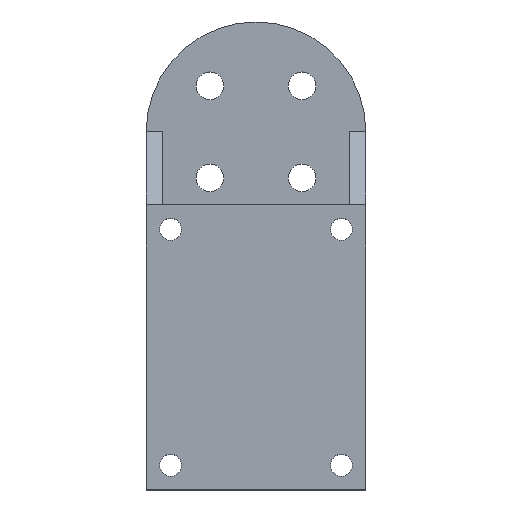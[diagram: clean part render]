
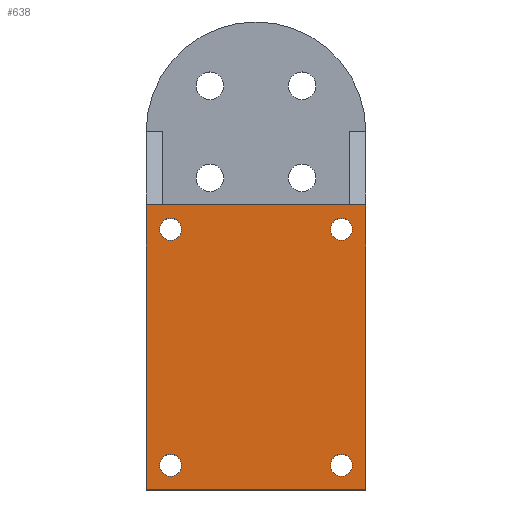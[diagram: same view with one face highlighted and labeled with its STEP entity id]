
A CAD part, top view. The second image highlights one B-rep face of the part: STEP entity #638.
In plain terms, the highlighted planar face has unit normal (0, 0, 1).
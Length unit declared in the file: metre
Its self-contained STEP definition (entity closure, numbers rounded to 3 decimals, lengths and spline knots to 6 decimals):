
#53=CIRCLE('',#724,0.00135);
#54=CIRCLE('',#725,0.00135);
#55=CIRCLE('',#726,0.00135);
#56=CIRCLE('',#727,0.00135);
#185=ORIENTED_EDGE('',*,*,#272,.T.);
#186=ORIENTED_EDGE('',*,*,#284,.F.);
#187=ORIENTED_EDGE('',*,*,#278,.T.);
#188=ORIENTED_EDGE('',*,*,#282,.T.);
#189=ORIENTED_EDGE('',*,*,#285,.F.);
#190=ORIENTED_EDGE('',*,*,#286,.F.);
#191=ORIENTED_EDGE('',*,*,#287,.F.);
#192=ORIENTED_EDGE('',*,*,#288,.F.);
#272=EDGE_CURVE('',#337,#336,#385,.T.);
#278=EDGE_CURVE('',#343,#342,#390,.T.);
#282=EDGE_CURVE('',#342,#337,#394,.T.);
#284=EDGE_CURVE('',#343,#336,#396,.T.);
#285=EDGE_CURVE('',#345,#345,#53,.T.);
#286=EDGE_CURVE('',#346,#346,#54,.T.);
#287=EDGE_CURVE('',#347,#347,#55,.T.);
#288=EDGE_CURVE('',#348,#348,#56,.T.);
#336=VERTEX_POINT('',#1048);
#337=VERTEX_POINT('',#1050);
#342=VERTEX_POINT('',#1061);
#343=VERTEX_POINT('',#1063);
#345=VERTEX_POINT('',#1075);
#346=VERTEX_POINT('',#1077);
#347=VERTEX_POINT('',#1079);
#348=VERTEX_POINT('',#1081);
#385=LINE('',#1049,#431);
#390=LINE('',#1062,#436);
#394=LINE('',#1069,#440);
#396=LINE('',#1072,#442);
#431=VECTOR('',#871,1.);
#436=VECTOR('',#880,1.);
#440=VECTOR('',#886,1.);
#442=VECTOR('',#890,1.);
#497=EDGE_LOOP('',(#185,#186,#187,#188));
#498=EDGE_LOOP('',(#189));
#499=EDGE_LOOP('',(#190));
#500=EDGE_LOOP('',(#191));
#501=EDGE_LOOP('',(#192));
#569=FACE_BOUND('',#497,.T.);
#570=FACE_BOUND('',#498,.T.);
#571=FACE_BOUND('',#499,.T.);
#572=FACE_BOUND('',#500,.T.);
#573=FACE_BOUND('',#501,.T.);
#607=PLANE('',#723);
#638=ADVANCED_FACE('',(#569,#570,#571,#572,#573),#607,.T.);
#723=AXIS2_PLACEMENT_3D('',#1073,#891,#892);
#724=AXIS2_PLACEMENT_3D('',#1074,#893,#894);
#725=AXIS2_PLACEMENT_3D('',#1076,#895,#896);
#726=AXIS2_PLACEMENT_3D('',#1078,#897,#898);
#727=AXIS2_PLACEMENT_3D('',#1080,#899,#900);
#871=DIRECTION('',(1.,0.,0.));
#880=DIRECTION('',(-1.,0.,0.));
#886=DIRECTION('',(0.,-1.,0.));
#890=DIRECTION('',(0.,-1.,0.));
#891=DIRECTION('',(0.,0.,1.));
#892=DIRECTION('',(1.,0.,0.));
#893=DIRECTION('',(0.,0.,1.));
#894=DIRECTION('',(1.,0.,0.));
#895=DIRECTION('',(0.,0.,1.));
#896=DIRECTION('',(1.,0.,0.));
#897=DIRECTION('',(0.,0.,1.));
#898=DIRECTION('',(1.,0.,0.));
#899=DIRECTION('',(0.,0.,1.));
#900=DIRECTION('',(1.,0.,0.));
#1048=CARTESIAN_POINT('',(0.0135,-0.044,0.02));
#1049=CARTESIAN_POINT('',(0.,-0.044,0.02));
#1050=CARTESIAN_POINT('',(-0.0135,-0.044,0.02));
#1061=CARTESIAN_POINT('',(-0.0135,-0.009,0.02));
#1062=CARTESIAN_POINT('',(0.,-0.009,0.02));
#1063=CARTESIAN_POINT('',(0.0135,-0.009,0.02));
#1069=CARTESIAN_POINT('',(-0.0135,-0.0265,0.02));
#1072=CARTESIAN_POINT('',(0.0135,-0.0265,0.02));
#1073=CARTESIAN_POINT('',(0.,-0.01525,0.02));
#1074=CARTESIAN_POINT('',(0.0105,-0.012,0.02));
#1075=CARTESIAN_POINT('',(0.01185,-0.012,0.02));
#1076=CARTESIAN_POINT('',(0.0105,-0.041,0.02));
#1077=CARTESIAN_POINT('',(0.01185,-0.041,0.02));
#1078=CARTESIAN_POINT('',(-0.0105,-0.041,0.02));
#1079=CARTESIAN_POINT('',(-0.00915,-0.041,0.02));
#1080=CARTESIAN_POINT('',(-0.0105,-0.012,0.02));
#1081=CARTESIAN_POINT('',(-0.00915,-0.012,0.02));
